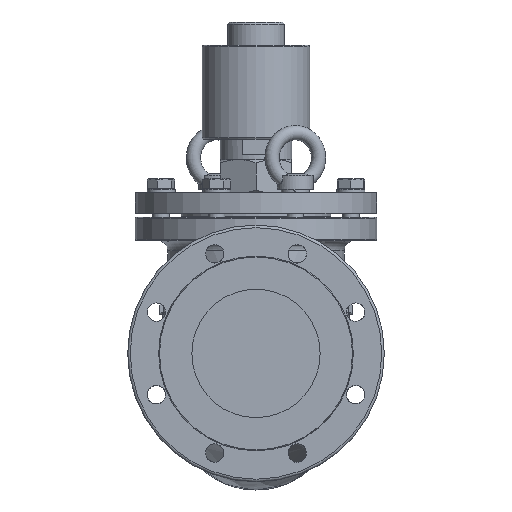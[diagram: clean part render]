
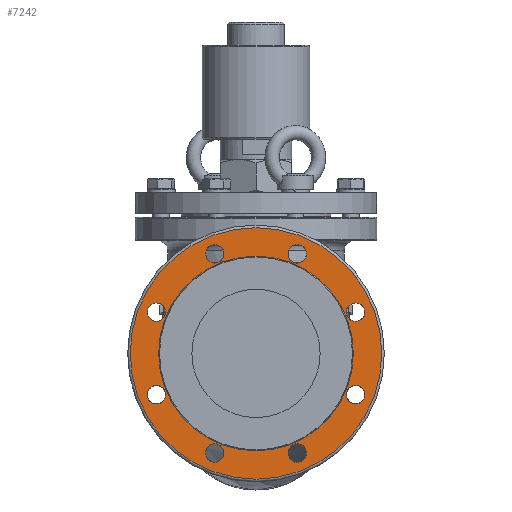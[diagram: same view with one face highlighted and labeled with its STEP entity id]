
A CAD part, left-side view. The second image highlights one B-rep face of the part: STEP entity #7242.
In plain terms, the highlighted planar face has unit normal (-1, 0, 0).
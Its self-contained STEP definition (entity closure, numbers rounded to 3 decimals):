
#1038=PLANE('',#7962);
#1172=FACE_BOUND('',#2302,.T.);
#1173=FACE_BOUND('',#2303,.T.);
#1174=FACE_BOUND('',#2304,.T.);
#1175=FACE_BOUND('',#2305,.T.);
#1176=FACE_BOUND('',#2306,.T.);
#1177=FACE_BOUND('',#2307,.T.);
#1178=FACE_BOUND('',#2308,.T.);
#1179=FACE_BOUND('',#2309,.T.);
#1180=FACE_BOUND('',#2310,.T.);
#1759=FACE_OUTER_BOUND('',#2301,.T.);
#2301=EDGE_LOOP('',(#5772));
#2302=EDGE_LOOP('',(#5773));
#2303=EDGE_LOOP('',(#5774));
#2304=EDGE_LOOP('',(#5775));
#2305=EDGE_LOOP('',(#5776));
#2306=EDGE_LOOP('',(#5777));
#2307=EDGE_LOOP('',(#5778));
#2308=EDGE_LOOP('',(#5779));
#2309=EDGE_LOOP('',(#5780));
#2310=EDGE_LOOP('',(#5781));
#2596=CIRCLE('',#7456,9.);
#2597=CIRCLE('',#7458,9.);
#2598=CIRCLE('',#7460,9.);
#2599=CIRCLE('',#7462,9.);
#2600=CIRCLE('',#7464,9.);
#2601=CIRCLE('',#7466,9.);
#2602=CIRCLE('',#7468,9.);
#2603=CIRCLE('',#7470,9.);
#2819=CIRCLE('',#7963,122.5);
#2820=CIRCLE('',#7964,94.804);
#2983=VERTEX_POINT('',#10491);
#2985=VERTEX_POINT('',#10529);
#2987=VERTEX_POINT('',#10567);
#2989=VERTEX_POINT('',#10605);
#2991=VERTEX_POINT('',#10643);
#2993=VERTEX_POINT('',#10681);
#2995=VERTEX_POINT('',#10719);
#2997=VERTEX_POINT('',#10757);
#3377=VERTEX_POINT('',#12750);
#3378=VERTEX_POINT('',#12752);
#3700=EDGE_CURVE('',#2983,#2983,#2596,.T.);
#3702=EDGE_CURVE('',#2985,#2985,#2597,.T.);
#3704=EDGE_CURVE('',#2987,#2987,#2598,.T.);
#3706=EDGE_CURVE('',#2989,#2989,#2599,.T.);
#3708=EDGE_CURVE('',#2991,#2991,#2600,.T.);
#3710=EDGE_CURVE('',#2993,#2993,#2601,.T.);
#3712=EDGE_CURVE('',#2995,#2995,#2602,.T.);
#3714=EDGE_CURVE('',#2997,#2997,#2603,.T.);
#4268=EDGE_CURVE('',#3377,#3377,#2819,.T.);
#4269=EDGE_CURVE('',#3378,#3378,#2820,.T.);
#5772=ORIENTED_EDGE('',*,*,#4268,.T.);
#5773=ORIENTED_EDGE('',*,*,#3700,.T.);
#5774=ORIENTED_EDGE('',*,*,#3702,.T.);
#5775=ORIENTED_EDGE('',*,*,#3704,.T.);
#5776=ORIENTED_EDGE('',*,*,#3706,.T.);
#5777=ORIENTED_EDGE('',*,*,#3708,.T.);
#5778=ORIENTED_EDGE('',*,*,#3710,.T.);
#5779=ORIENTED_EDGE('',*,*,#3712,.T.);
#5780=ORIENTED_EDGE('',*,*,#3714,.T.);
#5781=ORIENTED_EDGE('',*,*,#4269,.F.);
#7242=ADVANCED_FACE('',(#1759,#1172,#1173,#1174,#1175,#1176,#1177,#1178,
#1179,#1180),#1038,.T.);
#7456=AXIS2_PLACEMENT_3D('',#10492,#8290,#8291);
#7458=AXIS2_PLACEMENT_3D('',#10530,#8294,#8295);
#7460=AXIS2_PLACEMENT_3D('',#10568,#8298,#8299);
#7462=AXIS2_PLACEMENT_3D('',#10606,#8302,#8303);
#7464=AXIS2_PLACEMENT_3D('',#10644,#8306,#8307);
#7466=AXIS2_PLACEMENT_3D('',#10682,#8310,#8311);
#7468=AXIS2_PLACEMENT_3D('',#10720,#8314,#8315);
#7470=AXIS2_PLACEMENT_3D('',#10758,#8318,#8319);
#7962=AXIS2_PLACEMENT_3D('',#12749,#9482,#9483);
#7963=AXIS2_PLACEMENT_3D('',#12751,#9484,#9485);
#7964=AXIS2_PLACEMENT_3D('',#12753,#9486,#9487);
#8290=DIRECTION('center_axis',(1.,0.,0.));
#8291=DIRECTION('ref_axis',(0.,0.,-1.));
#8294=DIRECTION('center_axis',(1.,0.,0.));
#8295=DIRECTION('ref_axis',(0.,0.,-1.));
#8298=DIRECTION('center_axis',(1.,0.,0.));
#8299=DIRECTION('ref_axis',(0.,0.,-1.));
#8302=DIRECTION('center_axis',(1.,0.,0.));
#8303=DIRECTION('ref_axis',(0.,0.,-1.));
#8306=DIRECTION('center_axis',(1.,0.,0.));
#8307=DIRECTION('ref_axis',(0.,0.,-1.));
#8310=DIRECTION('center_axis',(1.,0.,0.));
#8311=DIRECTION('ref_axis',(0.,0.,-1.));
#8314=DIRECTION('center_axis',(1.,0.,0.));
#8315=DIRECTION('ref_axis',(0.,0.,-1.));
#8318=DIRECTION('center_axis',(1.,0.,0.));
#8319=DIRECTION('ref_axis',(0.,0.,-1.));
#9482=DIRECTION('center_axis',(-1.,0.,0.));
#9483=DIRECTION('ref_axis',(0.,0.,1.));
#9484=DIRECTION('center_axis',(-1.,0.,0.));
#9485=DIRECTION('ref_axis',(0.,0.,1.));
#9486=DIRECTION('center_axis',(-1.,0.,0.));
#9487=DIRECTION('ref_axis',(0.,0.,1.));
#10491=CARTESIAN_POINT('',(-197.,-97.007,49.182));
#10492=CARTESIAN_POINT('Origin',(-197.,-97.007,40.182));
#10529=CARTESIAN_POINT('',(-197.,-40.182,-88.007));
#10530=CARTESIAN_POINT('Origin',(-197.,-40.182,-97.007));
#10567=CARTESIAN_POINT('',(-197.,97.007,-31.182));
#10568=CARTESIAN_POINT('Origin',(-197.,97.007,-40.182));
#10605=CARTESIAN_POINT('',(-197.,40.182,106.007));
#10606=CARTESIAN_POINT('Origin',(-197.,40.182,97.007));
#10643=CARTESIAN_POINT('',(-197.,97.007,49.182));
#10644=CARTESIAN_POINT('Origin',(-197.,97.007,40.182));
#10681=CARTESIAN_POINT('',(-197.,40.182,-88.007));
#10682=CARTESIAN_POINT('Origin',(-197.,40.182,-97.007));
#10719=CARTESIAN_POINT('',(-197.,-97.007,-31.182));
#10720=CARTESIAN_POINT('Origin',(-197.,-97.007,-40.182));
#10757=CARTESIAN_POINT('',(-197.,-40.182,106.007));
#10758=CARTESIAN_POINT('Origin',(-197.,-40.182,97.007));
#12749=CARTESIAN_POINT('Origin',(-197.,0.,108.652));
#12750=CARTESIAN_POINT('',(-197.,0.,122.5));
#12751=CARTESIAN_POINT('Origin',(-197.,0.,0.));
#12752=CARTESIAN_POINT('',(-197.,0.,94.804));
#12753=CARTESIAN_POINT('Origin',(-197.,0.,0.));
